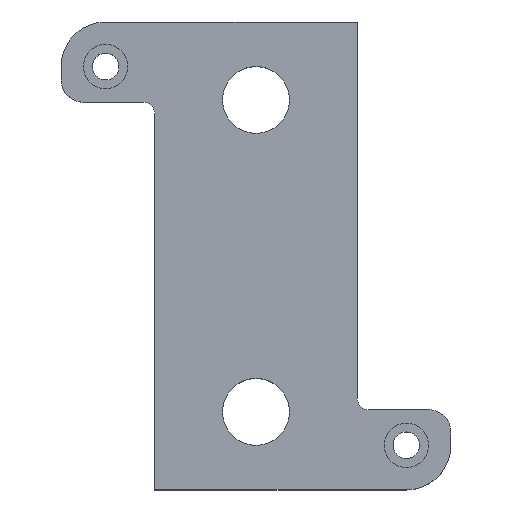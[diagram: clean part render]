
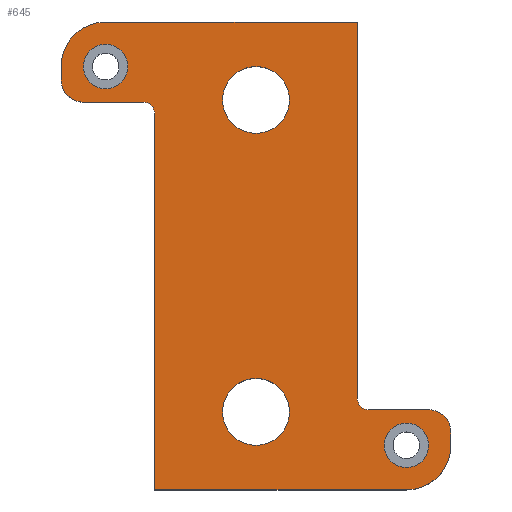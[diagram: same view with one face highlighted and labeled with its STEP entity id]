
A CAD part, top view. The second image highlights one B-rep face of the part: STEP entity #645.
In plain terms, the highlighted planar face has unit normal (0, 0, 1).
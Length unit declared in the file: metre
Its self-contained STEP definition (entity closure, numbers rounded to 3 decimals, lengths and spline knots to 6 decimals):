
#15=PLANE('',#709);
#35=LINE('',#994,#88);
#39=LINE('',#1007,#92);
#45=LINE('',#1030,#98);
#46=LINE('',#1034,#99);
#47=LINE('',#1038,#100);
#48=LINE('',#1042,#101);
#49=LINE('',#1045,#102);
#50=LINE('',#1049,#103);
#88=VECTOR('',#791,1.);
#92=VECTOR('',#801,1.);
#98=VECTOR('',#823,1.);
#99=VECTOR('',#826,1.);
#100=VECTOR('',#829,1.);
#101=VECTOR('',#832,1.);
#102=VECTOR('',#835,1.);
#103=VECTOR('',#838,1.);
#166=ORIENTED_EDGE('',*,*,#344,.F.);
#167=ORIENTED_EDGE('',*,*,#345,.F.);
#168=ORIENTED_EDGE('',*,*,#346,.F.);
#169=ORIENTED_EDGE('',*,*,#334,.T.);
#170=ORIENTED_EDGE('',*,*,#347,.T.);
#171=ORIENTED_EDGE('',*,*,#348,.T.);
#172=ORIENTED_EDGE('',*,*,#349,.T.);
#173=ORIENTED_EDGE('',*,*,#350,.T.);
#174=ORIENTED_EDGE('',*,*,#351,.F.);
#175=ORIENTED_EDGE('',*,*,#352,.F.);
#176=ORIENTED_EDGE('',*,*,#328,.T.);
#177=ORIENTED_EDGE('',*,*,#353,.T.);
#178=ORIENTED_EDGE('',*,*,#354,.T.);
#179=ORIENTED_EDGE('',*,*,#355,.T.);
#180=ORIENTED_EDGE('',*,*,#356,.T.);
#181=ORIENTED_EDGE('',*,*,#357,.F.);
#182=ORIENTED_EDGE('',*,*,#358,.F.);
#183=ORIENTED_EDGE('',*,*,#359,.F.);
#328=EDGE_CURVE('',#416,#418,#35,.T.);
#334=EDGE_CURVE('',#422,#424,#39,.T.);
#344=EDGE_CURVE('',#432,#432,#484,.T.);
#345=EDGE_CURVE('',#433,#433,#485,.T.);
#346=EDGE_CURVE('',#422,#434,#45,.T.);
#347=EDGE_CURVE('',#424,#435,#486,.T.);
#348=EDGE_CURVE('',#435,#436,#46,.T.);
#349=EDGE_CURVE('',#436,#437,#487,.T.);
#350=EDGE_CURVE('',#437,#438,#47,.T.);
#351=EDGE_CURVE('',#439,#438,#488,.T.);
#352=EDGE_CURVE('',#416,#439,#48,.T.);
#353=EDGE_CURVE('',#418,#440,#489,.T.);
#354=EDGE_CURVE('',#440,#441,#49,.T.);
#355=EDGE_CURVE('',#441,#442,#490,.T.);
#356=EDGE_CURVE('',#442,#443,#50,.T.);
#357=EDGE_CURVE('',#434,#443,#491,.T.);
#358=EDGE_CURVE('',#444,#444,#492,.T.);
#359=EDGE_CURVE('',#445,#445,#493,.T.);
#416=VERTEX_POINT('',#989);
#418=VERTEX_POINT('',#993);
#422=VERTEX_POINT('',#1002);
#424=VERTEX_POINT('',#1006);
#432=VERTEX_POINT('',#1027);
#433=VERTEX_POINT('',#1029);
#434=VERTEX_POINT('',#1031);
#435=VERTEX_POINT('',#1033);
#436=VERTEX_POINT('',#1035);
#437=VERTEX_POINT('',#1037);
#438=VERTEX_POINT('',#1039);
#439=VERTEX_POINT('',#1041);
#440=VERTEX_POINT('',#1044);
#441=VERTEX_POINT('',#1046);
#442=VERTEX_POINT('',#1048);
#443=VERTEX_POINT('',#1050);
#444=VERTEX_POINT('',#1053);
#445=VERTEX_POINT('',#1055);
#484=CIRCLE('',#710,0.001);
#485=CIRCLE('',#711,0.001);
#486=CIRCLE('',#712,0.002);
#487=CIRCLE('',#713,0.001);
#488=CIRCLE('',#714,0.0005);
#489=CIRCLE('',#715,0.002);
#490=CIRCLE('',#716,0.001);
#491=CIRCLE('',#717,0.0005);
#492=CIRCLE('',#718,0.0015);
#493=CIRCLE('',#719,0.0015);
#519=EDGE_LOOP('',(#166));
#520=EDGE_LOOP('',(#167));
#521=EDGE_LOOP('',(#168,#169,#170,#171,#172,#173,#174,#175,#176,#177,#178,
#179,#180,#181));
#522=EDGE_LOOP('',(#182));
#523=EDGE_LOOP('',(#183));
#576=FACE_BOUND('',#519,.T.);
#577=FACE_BOUND('',#520,.T.);
#578=FACE_BOUND('',#521,.T.);
#579=FACE_BOUND('',#522,.T.);
#580=FACE_BOUND('',#523,.T.);
#645=ADVANCED_FACE('',(#576,#577,#578,#579,#580),#15,.T.);
#709=AXIS2_PLACEMENT_3D('',#1025,#817,#818);
#710=AXIS2_PLACEMENT_3D('',#1026,#819,#820);
#711=AXIS2_PLACEMENT_3D('',#1028,#821,#822);
#712=AXIS2_PLACEMENT_3D('',#1032,#824,#825);
#713=AXIS2_PLACEMENT_3D('',#1036,#827,#828);
#714=AXIS2_PLACEMENT_3D('',#1040,#830,#831);
#715=AXIS2_PLACEMENT_3D('',#1043,#833,#834);
#716=AXIS2_PLACEMENT_3D('',#1047,#836,#837);
#717=AXIS2_PLACEMENT_3D('',#1051,#839,#840);
#718=AXIS2_PLACEMENT_3D('',#1052,#841,#842);
#719=AXIS2_PLACEMENT_3D('',#1054,#843,#844);
#791=DIRECTION('',(-1.,0.,0.));
#801=DIRECTION('',(1.,0.,0.));
#817=DIRECTION('',(0.,0.,1.));
#818=DIRECTION('',(0.,-1.,0.));
#819=DIRECTION('',(0.,0.,1.));
#820=DIRECTION('',(1.,0.,0.));
#821=DIRECTION('',(0.,0.,1.));
#822=DIRECTION('',(1.,0.,0.));
#823=DIRECTION('',(0.,1.,0.));
#824=DIRECTION('',(0.,0.,1.));
#825=DIRECTION('',(0.,-1.,0.));
#826=DIRECTION('',(0.,1.,0.));
#827=DIRECTION('',(0.,0.,1.));
#828=DIRECTION('',(0.,-1.,0.));
#829=DIRECTION('',(-1.,0.,0.));
#830=DIRECTION('',(0.,0.,1.));
#831=DIRECTION('',(1.,0.,0.));
#832=DIRECTION('',(0.,-1.,0.));
#833=DIRECTION('',(0.,0.,1.));
#834=DIRECTION('',(0.,1.,0.));
#835=DIRECTION('',(0.,-1.,0.));
#836=DIRECTION('',(0.,0.,1.));
#837=DIRECTION('',(0.,1.,0.));
#838=DIRECTION('',(1.,0.,0.));
#839=DIRECTION('',(0.,0.,1.));
#840=DIRECTION('',(1.,0.,0.));
#841=DIRECTION('',(0.,0.,1.));
#842=DIRECTION('',(1.,0.,0.));
#843=DIRECTION('',(0.,0.,1.));
#844=DIRECTION('',(1.,0.,0.));
#989=CARTESIAN_POINT('',(0.00455,0.0105,0.0028));
#993=CARTESIAN_POINT('',(-0.00675,0.0105,0.0028));
#994=CARTESIAN_POINT('',(0.00555,0.0105,0.0028));
#1002=CARTESIAN_POINT('',(-0.00455,-0.0105,0.0028));
#1006=CARTESIAN_POINT('',(0.00675,-0.0105,0.0028));
#1007=CARTESIAN_POINT('',(-0.00555,-0.0105,0.0028));
#1025=CARTESIAN_POINT('',(0.00775,-0.0079,0.0028));
#1026=CARTESIAN_POINT('',(0.00675,-0.0085,0.0028));
#1027=CARTESIAN_POINT('',(0.00775,-0.0085,0.0028));
#1028=CARTESIAN_POINT('',(-0.00675,0.0085,0.0028));
#1029=CARTESIAN_POINT('',(-0.00575,0.0085,0.0028));
#1030=CARTESIAN_POINT('',(-0.00455,-0.00205,0.0028));
#1031=CARTESIAN_POINT('',(-0.00455,0.0064,0.0028));
#1032=CARTESIAN_POINT('',(0.00675,-0.0085,0.0028));
#1033=CARTESIAN_POINT('',(0.00875,-0.0085,0.0028));
#1034=CARTESIAN_POINT('',(0.00875,-0.0085,0.0028));
#1035=CARTESIAN_POINT('',(0.00875,-0.0079,0.0028));
#1036=CARTESIAN_POINT('',(0.00775,-0.0079,0.0028));
#1037=CARTESIAN_POINT('',(0.00775,-0.0069,0.0028));
#1038=CARTESIAN_POINT('',(0.00775,-0.0069,0.0028));
#1039=CARTESIAN_POINT('',(0.00505,-0.0069,0.0028));
#1040=CARTESIAN_POINT('',(0.00505,-0.0064,0.0028));
#1041=CARTESIAN_POINT('',(0.00455,-0.0064,0.0028));
#1042=CARTESIAN_POINT('',(0.00455,0.00205,0.0028));
#1043=CARTESIAN_POINT('',(-0.00675,0.0085,0.0028));
#1044=CARTESIAN_POINT('',(-0.00875,0.0085,0.0028));
#1045=CARTESIAN_POINT('',(-0.00875,0.0085,0.0028));
#1046=CARTESIAN_POINT('',(-0.00875,0.0079,0.0028));
#1047=CARTESIAN_POINT('',(-0.00775,0.0079,0.0028));
#1048=CARTESIAN_POINT('',(-0.00775,0.0069,0.0028));
#1049=CARTESIAN_POINT('',(-0.00775,0.0069,0.0028));
#1050=CARTESIAN_POINT('',(-0.00505,0.0069,0.0028));
#1051=CARTESIAN_POINT('',(-0.00505,0.0064,0.0028));
#1052=CARTESIAN_POINT('',(0.,-0.007,0.0028));
#1053=CARTESIAN_POINT('',(0.0015,-0.007,0.0028));
#1054=CARTESIAN_POINT('',(0.,0.007,0.0028));
#1055=CARTESIAN_POINT('',(0.0015,0.007,0.0028));
